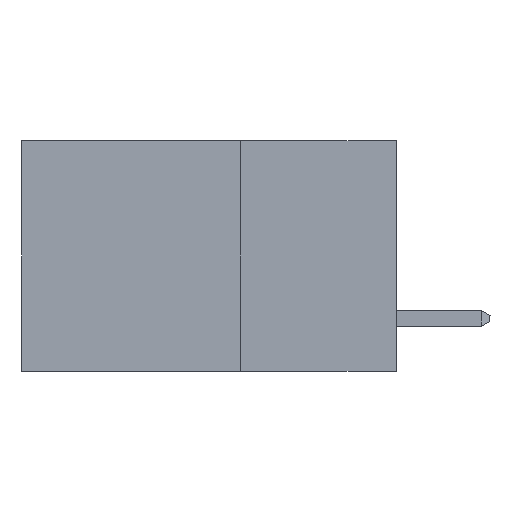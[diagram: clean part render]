
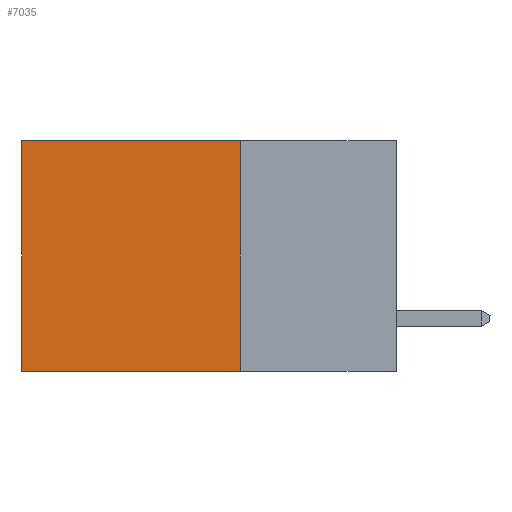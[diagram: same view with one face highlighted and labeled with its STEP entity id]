
A CAD part, left-side view. The second image highlights one B-rep face of the part: STEP entity #7035.
In plain terms, the highlighted planar face has unit normal (-1, 0, 0).
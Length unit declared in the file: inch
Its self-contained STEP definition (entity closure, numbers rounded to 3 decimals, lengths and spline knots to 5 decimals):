
#55 = EDGE_CURVE ( 'NONE', #2634, #6081, #3063, .T. ) ;
#105 = LINE ( 'NONE', #1063, #1208 ) ;
#382 = EDGE_CURVE ( 'NONE', #9174, #2634, #3283, .T. ) ;
#699 = VECTOR ( 'NONE', #8990, 39.37008 ) ;
#1063 = CARTESIAN_POINT ( 'NONE',  ( 0.298, 0.6, 0. ) ) ;
#1208 = VECTOR ( 'NONE', #9091, 39.37008 ) ;
#1359 = LINE ( 'NONE', #6948, #1980 ) ;
#1444 = ORIENTED_EDGE ( 'NONE', *, *, #3443, .T. ) ;
#1578 = CARTESIAN_POINT ( 'NONE',  ( 0.298, 0.25, 0. ) ) ;
#1980 = VECTOR ( 'NONE', #2162, 39.37008 ) ;
#2162 = DIRECTION ( 'NONE',  ( 0., 1., 0. ) ) ;
#2297 = VERTEX_POINT ( 'NONE', #8046 ) ;
#2561 = CARTESIAN_POINT ( 'NONE',  ( 0.298, 0.25, -0.37 ) ) ;
#2634 = VERTEX_POINT ( 'NONE', #9380 ) ;
#2967 = EDGE_CURVE ( 'NONE', #9174, #2297, #1359, .T. ) ;
#3063 = LINE ( 'NONE', #2561, #699 ) ;
#3283 = LINE ( 'NONE', #1578, #3778 ) ;
#3443 = EDGE_CURVE ( 'NONE', #2297, #6081, #105, .T. ) ;
#3667 = PLANE ( 'NONE',  #4267 ) ;
#3702 = DIRECTION ( 'NONE',  ( 0., 0., -1. ) ) ;
#3778 = VECTOR ( 'NONE', #10257, 39.37008 ) ;
#4267 = AXIS2_PLACEMENT_3D ( 'NONE', #9279, #10068, #3702 ) ;
#4648 = CARTESIAN_POINT ( 'NONE',  ( 0.298, 0.25, 0. ) ) ;
#6081 = VERTEX_POINT ( 'NONE', #10289 ) ;
#6364 = EDGE_LOOP ( 'NONE', ( #1444, #10287, #10019, #9680 ) ) ;
#6948 = CARTESIAN_POINT ( 'NONE',  ( 0.298, 0.25, 0. ) ) ;
#7035 = ADVANCED_FACE ( 'NONE', ( #9172 ), #3667, .F. ) ;
#8046 = CARTESIAN_POINT ( 'NONE',  ( 0.298, 0.6, 0. ) ) ;
#8990 = DIRECTION ( 'NONE',  ( 0., 1., 0. ) ) ;
#9091 = DIRECTION ( 'NONE',  ( 0., 0., -1. ) ) ;
#9172 = FACE_OUTER_BOUND ( 'NONE', #6364, .T. ) ;
#9174 = VERTEX_POINT ( 'NONE', #4648 ) ;
#9279 = CARTESIAN_POINT ( 'NONE',  ( 0.298, 0.25, 0. ) ) ;
#9380 = CARTESIAN_POINT ( 'NONE',  ( 0.298, 0.25, -0.37 ) ) ;
#9680 = ORIENTED_EDGE ( 'NONE', *, *, #2967, .T. ) ;
#10019 = ORIENTED_EDGE ( 'NONE', *, *, #382, .F. ) ;
#10068 = DIRECTION ( 'NONE',  ( 1., 0., 0. ) ) ;
#10257 = DIRECTION ( 'NONE',  ( 0., 0., -1. ) ) ;
#10287 = ORIENTED_EDGE ( 'NONE', *, *, #55, .F. ) ;
#10289 = CARTESIAN_POINT ( 'NONE',  ( 0.298, 0.6, -0.37 ) ) ;
